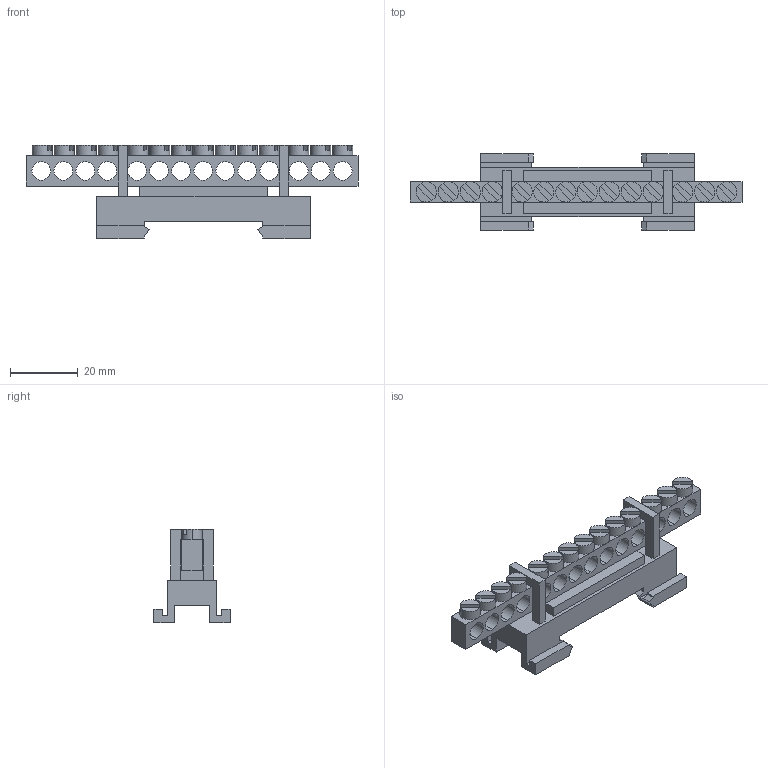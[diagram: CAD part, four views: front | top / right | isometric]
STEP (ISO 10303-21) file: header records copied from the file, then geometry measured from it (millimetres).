
FILE_DESCRIPTION (( 'STEP AP214' ), '1' );
FILE_NAME ('YNN10-69-14P-K07 Øèíà N íîëü íà DIN-èçîë òèï Ñòîéêà ØÍÈ-6õ9-14-Ñ-Ñ ÈÝÊ.STEP', '2016-08-17T08:08:27', ( 'user' ), ( '' ), 'SwSTEP 2.0', 'SolidWorks 2014', '' );
FILE_SCHEMA (( 'AUTOMOTIVE_DESIGN' ));
Length unit declared in the file: millimetre
Products named in the file (1): YNN10-69-14P-K07 Øèíà N  íîëü íà DIN-èçîë òèï Ñòîéêà  ØÍÈ-6õ9-14-Ñ-Ñ ÈÝÊ
Bounding box: 98 x 22.5 x 27.5 mm (x, y, z)
Volume: 14381.6 mm3; surface area: 9924.3 mm2
Topology: 1 solids, 1 shells, 230 faces, 650 edges, 420 vertices
Faces by surface type: plane 172, cylinder 58
Entity records: 8992 total; most frequent: DIRECTION 1312, CARTESIAN_POINT 1301, ORIENTED_EDGE 1300, EDGE_CURVE 650, LINE 450, VECTOR 450, AXIS2_PLACEMENT_3D 431, VERTEX_POINT 420
